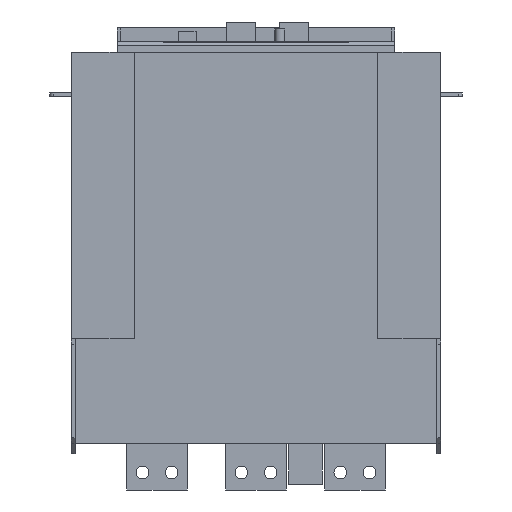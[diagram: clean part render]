
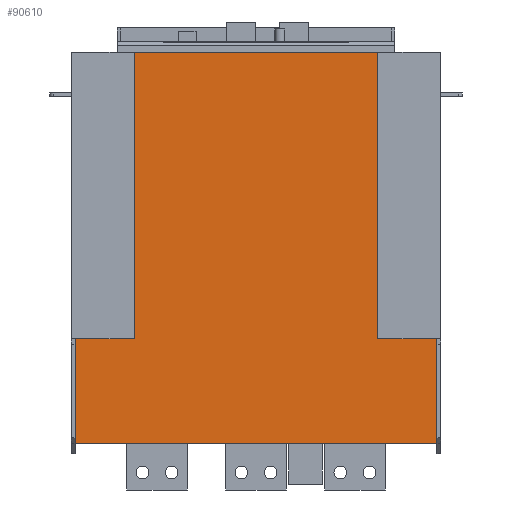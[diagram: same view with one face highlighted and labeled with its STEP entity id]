
A CAD part, front view. The second image highlights one B-rep face of the part: STEP entity #90610.
In plain terms, the highlighted planar face has unit normal (0, -1, 0).
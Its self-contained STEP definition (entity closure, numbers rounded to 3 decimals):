
#89620=CARTESIAN_POINT('',(1344.7,195.666,-9.));
#89630=VERTEX_POINT('',#89620);
#89660=CARTESIAN_POINT('',(1344.7,195.666,0.));
#89670=DIRECTION('',(0.,0.,1.));
#89680=VECTOR('',#89670,1.);
#89690=LINE('',#89660,#89680);
#89700=CARTESIAN_POINT('',(1344.7,195.666,-345.));
#89710=VERTEX_POINT('',#89700);
#89720=EDGE_CURVE('',#89710,#89630,#89690,.T.);
#90230=CARTESIAN_POINT('',(1655.31,195.666,-9.));
#90240=VERTEX_POINT('',#90230);
#90270=CARTESIAN_POINT('',(0.,195.666,-9.));
#90280=DIRECTION('',(1.,0.,0.));
#90290=VECTOR('',#90280,1.);
#90300=LINE('',#90270,#90290);
#90310=EDGE_CURVE('',#89630,#90240,#90300,.T.);
#90380=CARTESIAN_POINT('',(1658.51,195.666,-345.));
#90390=DIRECTION('',(0.,1.,0.));
#90400=DIRECTION('',(0.,0.,-1.));
#90410=AXIS2_PLACEMENT_3D('',#90380,#90390,#90400);
#90420=PLANE('',#90410);
#90430=CARTESIAN_POINT('',(1655.31,195.666,0.));
#90440=DIRECTION('',(0.,0.,1.));
#90450=VECTOR('',#90440,1.);
#90460=LINE('',#90430,#90450);
#90470=CARTESIAN_POINT('',(1655.31,195.666,-345.));
#90480=VERTEX_POINT('',#90470);
#90490=EDGE_CURVE('',#90480,#90240,#90460,.T.);
#90500=ORIENTED_EDGE('',*,*,#90490,.T.);
#90510=CARTESIAN_POINT('',(0.,195.666,-345.));
#90520=DIRECTION('',(-1.,0.,0.));
#90530=VECTOR('',#90520,1.);
#90540=LINE('',#90510,#90530);
#90550=EDGE_CURVE('',#90480,#89710,#90540,.T.);
#90560=ORIENTED_EDGE('',*,*,#90550,.F.);
#90570=ORIENTED_EDGE('',*,*,#89720,.F.);
#90580=ORIENTED_EDGE('',*,*,#90310,.F.);
#90590=EDGE_LOOP('',(#90580,#90570,#90560,#90500));
#90600=FACE_OUTER_BOUND('',#90590,.T.);
#90610=ADVANCED_FACE('',(#90600),#90420,.F.);
